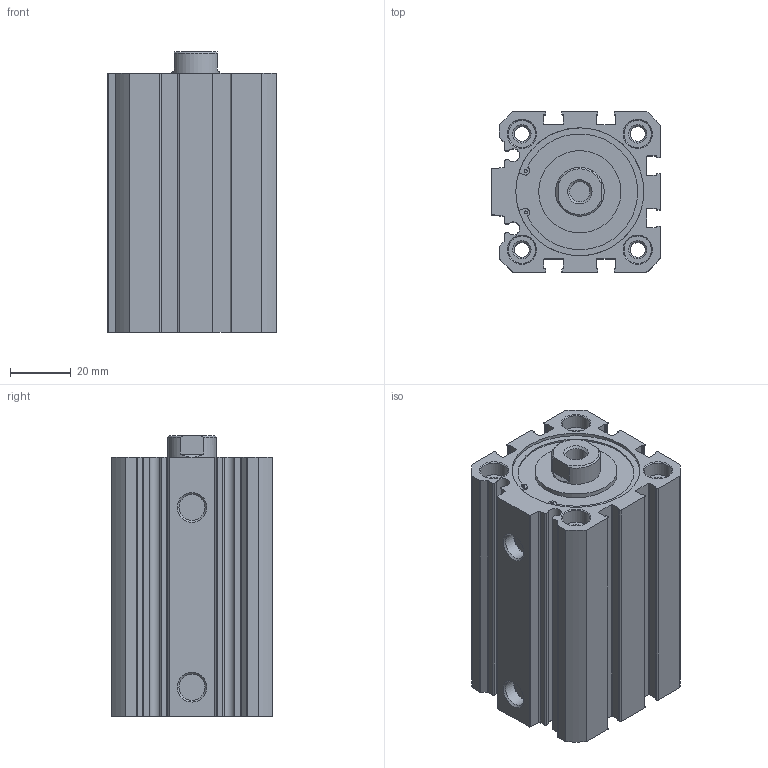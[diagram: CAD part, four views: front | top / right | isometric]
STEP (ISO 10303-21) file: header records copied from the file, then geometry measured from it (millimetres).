
FILE_DESCRIPTION(/* description */ (''),/* implementation_level */ '2;1');
FILE_NAME(/* name */ 'sfs_40-40.stp',/* time_stamp */ '2018-07-10T14:43:55+02:00',/* author */ ('leitheußer'),/* organization */ (''),/* preprocessor_version */ 'ST-DEVELOPER v15.6',/* originating_system */ 'Autodesk Inventor LT ',/* authorisation */ '');
FILE_SCHEMA (('AUTOMOTIVE_DESIGN { 1 0 10303 214 3 1 1 }'));
Length unit declared in the file: millimetre
Products named in the file (1): sfs_40-40
Bounding box: 55.5 x 53 x 92 mm (x, y, z)
Volume: 167321.7 mm3; surface area: 53147.8 mm2
Topology: 2 solids, 2 shells, 214 faces, 555 edges, 363 vertices
Faces by surface type: cylinder 96, plane 95, cone 23
Full cylindrical faces by diameter (mm): 1 x2, 4.917 x4, 6.647 x1, 8.566 x2, 9 x8, 16 x2, 27 x1, 40 x2, 42 x1
Entity records: 6387 total; most frequent: DIRECTION 1154, CARTESIAN_POINT 1093, ORIENTED_EDGE 1018, EDGE_CURVE 509, AXIS2_PLACEMENT_3D 434, VERTEX_POINT 361, LINE 286, VECTOR 286
